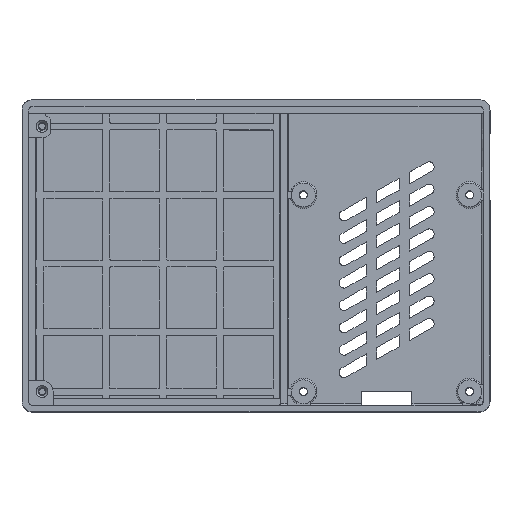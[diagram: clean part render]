
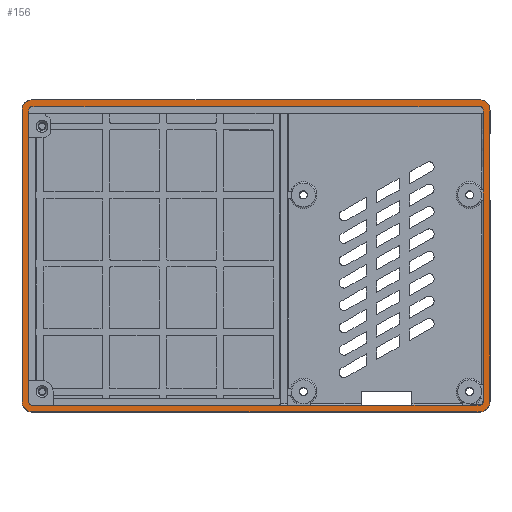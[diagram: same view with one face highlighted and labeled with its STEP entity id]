
A CAD part, top view. The second image highlights one B-rep face of the part: STEP entity #156.
In plain terms, the highlighted planar face has unit normal (0, 0, 1).
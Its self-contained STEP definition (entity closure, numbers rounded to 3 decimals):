
#14=FACE_BOUND('',#1271,.T.);
#156=ADVANCED_FACE('',(#713,#14),#9440,.T.);
#713=FACE_OUTER_BOUND('',#1270,.T.);
#1270=EDGE_LOOP('',(#2025));
#1271=EDGE_LOOP('',(#2026,#2027,#2028));
#2025=ORIENTED_EDGE('',*,*,#5036,.T.);
#2026=ORIENTED_EDGE('',*,*,#5037,.F.);
#2027=ORIENTED_EDGE('',*,*,#6493,.F.);
#2028=ORIENTED_EDGE('',*,*,#6494,.F.);
#5036=EDGE_CURVE('',#8073,#8073,#7286,.T.);
#5037=EDGE_CURVE('',#8074,#9025,#7287,.T.);
#6493=EDGE_CURVE('',#9024,#8074,#8023,.T.);
#6494=EDGE_CURVE('',#9025,#9024,#8024,.T.);
#7286=(
BOUNDED_CURVE()
B_SPLINE_CURVE(2,(#18944,#18945,#18946,#18947,#18948,#18949,#18950,#18951,
#18952,#18953,#18954,#18955,#18956,#18957,#18958,#18959,#18960),
 .UNSPECIFIED.,.T.,.F.)
B_SPLINE_CURVE_WITH_KNOTS((3,2,2,2,2,2,2,2,3),(0.,4.712,136.712,
141.425,227.425,232.137,364.137,368.85,
454.85),.UNSPECIFIED.)
CURVE()
GEOMETRIC_REPRESENTATION_ITEM()
RATIONAL_B_SPLINE_CURVE((1.,0.707,1.,1.,1.,0.707,
1.,1.,1.,0.707,1.,1.,1.,0.707,1.,1.,1.))
REPRESENTATION_ITEM('')
);
#7287=(
BOUNDED_CURVE()
B_SPLINE_CURVE(2,(#18961,#18962,#18963,#18964,#18965,#18966,#18967,#18968,
#18969),.UNSPECIFIED.,.F.,.F.)
B_SPLINE_CURVE_WITH_KNOTS((3,2,2,2,3),(0.,4.712,136.712,
141.425,226.425),.UNSPECIFIED.)
CURVE()
GEOMETRIC_REPRESENTATION_ITEM()
RATIONAL_B_SPLINE_CURVE((1.,0.707,1.,1.,1.,0.707,
1.,1.,1.))
REPRESENTATION_ITEM('')
);
#8023=(
BOUNDED_CURVE()
B_SPLINE_CURVE(2,(#26596,#26597,#26598),.UNSPECIFIED.,.F.,.F.)
B_SPLINE_CURVE_WITH_KNOTS((3,3),(369.85,454.85),
 .UNSPECIFIED.)
CURVE()
GEOMETRIC_REPRESENTATION_ITEM()
RATIONAL_B_SPLINE_CURVE((1.,1.,1.))
REPRESENTATION_ITEM('')
);
#8024=(
BOUNDED_CURVE()
B_SPLINE_CURVE(2,(#26599,#26600,#26601,#26602,#26603,#26604,#26605,#26606,
#26607,#26608,#26609),.UNSPECIFIED.,.F.,.F.)
B_SPLINE_CURVE_WITH_KNOTS((3,2,2,2,2,3),(226.425,227.425,
232.137,359.579,364.291,365.291),
 .UNSPECIFIED.)
CURVE()
GEOMETRIC_REPRESENTATION_ITEM()
RATIONAL_B_SPLINE_CURVE((1.,1.,1.,0.707,1.,1.,
1.,0.707,1.,1.,1.))
REPRESENTATION_ITEM('')
);
#8073=VERTEX_POINT('',#17565);
#8074=VERTEX_POINT('',#17566);
#9024=VERTEX_POINT('',#18516);
#9025=VERTEX_POINT('',#18517);
#9440=PLANE('',#9876);
#9876=AXIS2_PLACEMENT_3D('',#16780,#10297,$);
#10297=DIRECTION('',(0.,0.,1.));
#16780=CARTESIAN_POINT('',(-70.38,-46.92,26.9));
#17565=CARTESIAN_POINT('',(-69.,-43.,26.9));
#17566=CARTESIAN_POINT('',(-67.,-43.,26.9));
#18516=CARTESIAN_POINT('',(-67.,42.,26.9));
#18517=CARTESIAN_POINT('',(67.,42.,26.9));
#18944=CARTESIAN_POINT('',(-69.,-43.,26.9));
#18945=CARTESIAN_POINT('',(-69.,-46.,26.9));
#18946=CARTESIAN_POINT('',(-66.,-46.,26.9));
#18947=CARTESIAN_POINT('',(0.,-46.,26.9));
#18948=CARTESIAN_POINT('',(66.,-46.,26.9));
#18949=CARTESIAN_POINT('',(69.,-46.,26.9));
#18950=CARTESIAN_POINT('',(69.,-43.,26.9));
#18951=CARTESIAN_POINT('',(69.,0.,26.9));
#18952=CARTESIAN_POINT('',(69.,43.,26.9));
#18953=CARTESIAN_POINT('',(69.,46.,26.9));
#18954=CARTESIAN_POINT('',(66.,46.,26.9));
#18955=CARTESIAN_POINT('',(0.,46.,26.9));
#18956=CARTESIAN_POINT('',(-66.,46.,26.9));
#18957=CARTESIAN_POINT('',(-69.,46.,26.9));
#18958=CARTESIAN_POINT('',(-69.,43.,26.9));
#18959=CARTESIAN_POINT('',(-69.,0.,26.9));
#18960=CARTESIAN_POINT('',(-69.,-43.,26.9));
#18961=CARTESIAN_POINT('',(-67.,-43.,26.9));
#18962=CARTESIAN_POINT('',(-67.,-44.,26.9));
#18963=CARTESIAN_POINT('',(-66.,-44.,26.9));
#18964=CARTESIAN_POINT('',(0.,-44.,26.9));
#18965=CARTESIAN_POINT('',(66.,-44.,26.9));
#18966=CARTESIAN_POINT('',(67.,-44.,26.9));
#18967=CARTESIAN_POINT('',(67.,-43.,26.9));
#18968=CARTESIAN_POINT('',(67.,-0.5,26.9));
#18969=CARTESIAN_POINT('',(67.,42.,26.9));
#26596=CARTESIAN_POINT('',(-67.,42.,26.9));
#26597=CARTESIAN_POINT('',(-67.,-0.5,26.9));
#26598=CARTESIAN_POINT('',(-67.,-43.,26.9));
#26599=CARTESIAN_POINT('',(67.,42.,26.9));
#26600=CARTESIAN_POINT('',(67.,42.5,26.9));
#26601=CARTESIAN_POINT('',(67.,43.,26.9));
#26602=CARTESIAN_POINT('',(67.,44.,26.9));
#26603=CARTESIAN_POINT('',(66.,44.,26.9));
#26604=CARTESIAN_POINT('',(0.,44.,26.9));
#26605=CARTESIAN_POINT('',(-66.,44.,26.9));
#26606=CARTESIAN_POINT('',(-67.,44.,26.9));
#26607=CARTESIAN_POINT('',(-67.,43.,26.9));
#26608=CARTESIAN_POINT('',(-67.,42.5,26.9));
#26609=CARTESIAN_POINT('',(-67.,42.,26.9));
